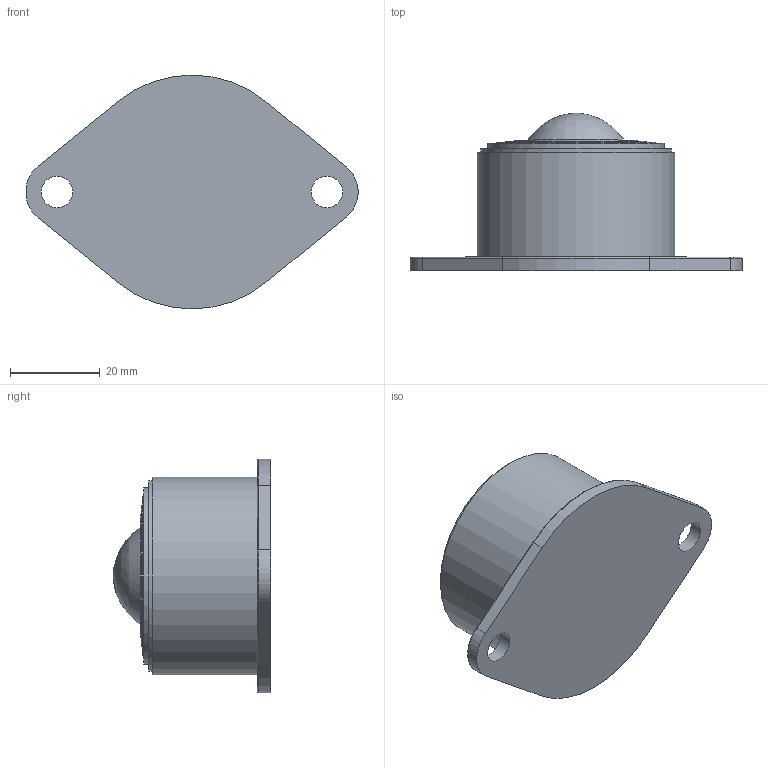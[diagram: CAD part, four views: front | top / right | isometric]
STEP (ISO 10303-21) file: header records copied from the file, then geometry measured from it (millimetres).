
FILE_DESCRIPTION(/* description */ (''),/* implementation_level */ '2;1');
FILE_NAME(/* name */ 'Caster Wheel.stp',/* time_stamp */ '2020-02-13T13:20:55+06:00',/* author */ ('DesignPro'),/* organization */ (''),/* preprocessor_version */ 'ST-DEVELOPER v17.2',/* originating_system */ 'Autodesk Inventor 2019',/* authorisation */ '');
FILE_SCHEMA (('AUTOMOTIVE_DESIGN { 1 0 10303 214 3 1 1 }'));
Length unit declared in the file: millimetre
Products named in the file (1): Caster Wheel
Bounding box: 73.83 x 35 x 52 mm (x, y, z)
Volume: 47149.8 mm3; surface area: 9280.1 mm2
Topology: 1 solids, 1 shells, 33 faces, 81 edges, 56 vertices
Faces by surface type: cylinder 16, plane 12, torus 4, bspline 1
Full cylindrical faces by diameter (mm): 7 x2, 27.227 x1, 31.227 x1, 35.227 x1, 39.227 x1, 42.336 x1, 44 x1
Entity records: 1132 total; most frequent: DIRECTION 198, CARTESIAN_POINT 196, ORIENTED_EDGE 160, AXIS2_PLACEMENT_3D 85, EDGE_CURVE 80, VERTEX_POINT 56, CIRCLE 52, EDGE_LOOP 44
